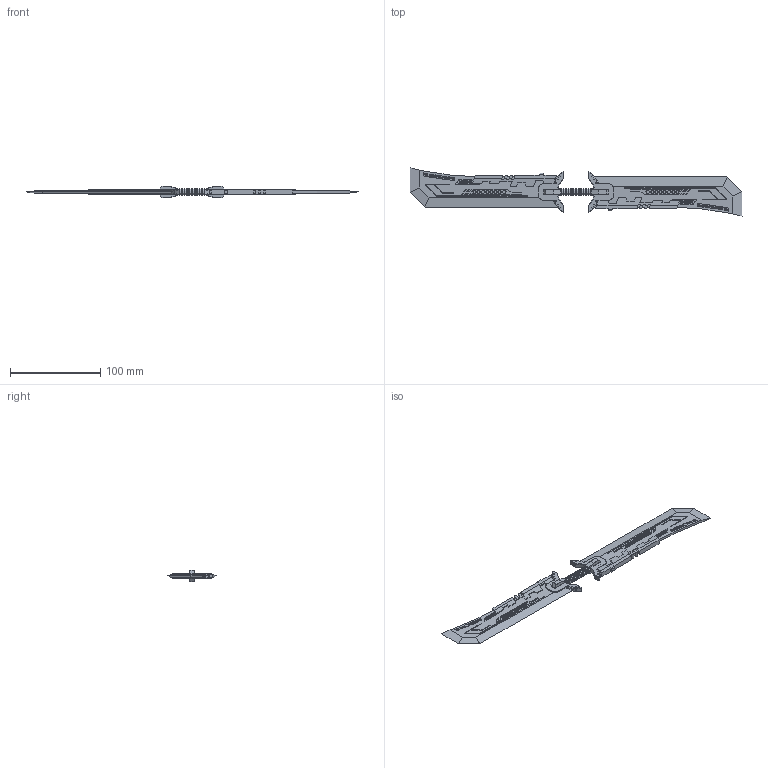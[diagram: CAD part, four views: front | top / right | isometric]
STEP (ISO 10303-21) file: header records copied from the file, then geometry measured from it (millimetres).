
FILE_DESCRIPTION(('FreeCAD Model'),'2;1');
FILE_NAME('Open CASCADE Shape Model','2025-05-04T04:28:00',('FreeCAD'),( 'FreeCAD'),'Open CASCADE STEP processor 7.6','FreeCAD','Unknown');
FILE_SCHEMA(('AUTOMOTIVE_DESIGN { 1 0 10303 214 1 1 1 1 }'));
Products named in the file (1): Open CASCADE STEP translator 7.6 1
Bounding box: 367.36 x 53.2 x 12.46 mm (x, y, z)
Volume: 34670.7 mm3; surface area: 38863.7 mm2
Topology: 5 solids, 5 shells, 2276 faces, 6162 edges, 4004 vertices
Faces by surface type: bspline 2276
Entity records: 80266 total; most frequent: CARTESIAN_POINT 43733, ORIENTED_EDGE 12292, EDGE_CURVE 6146, B_SPLINE_CURVE_WITH_KNOTS 5116, VERTEX_POINT 4004, FACE_BOUND 2420, EDGE_LOOP 2420, ADVANCED_FACE 2276
